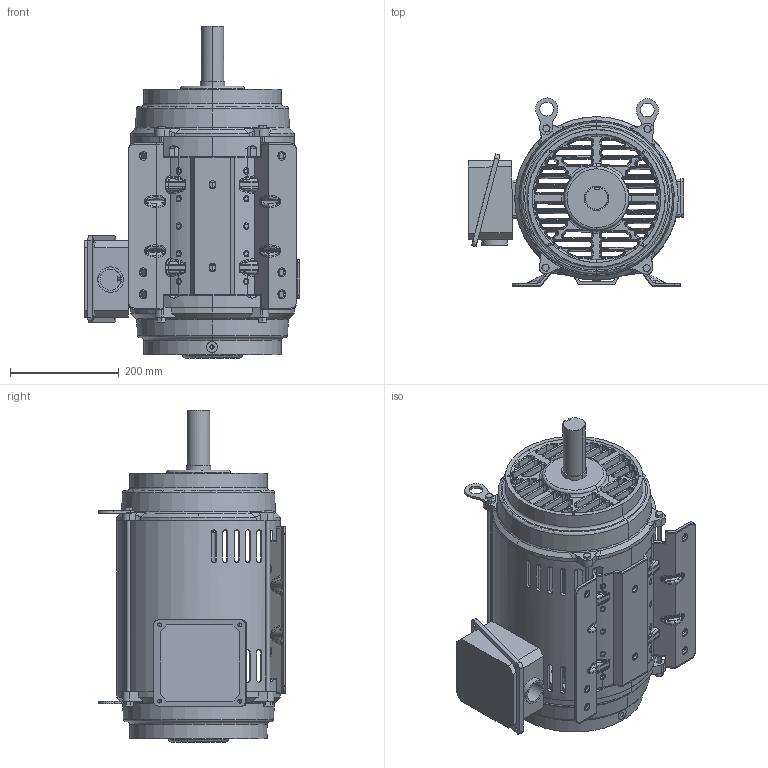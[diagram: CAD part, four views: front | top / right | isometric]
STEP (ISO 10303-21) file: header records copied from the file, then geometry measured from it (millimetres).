
FILE_DESCRIPTION (( 'STEP AP214' ), '1' );
FILE_NAME ('SS620685-256T_RevA R1 Good Coord.STEP', '2021-04-05T17:16:10', ( '' ), ( '' ), 'SwSTEP 2.0', 'SolidWorks 2017', '' );
FILE_SCHEMA (( 'AUTOMOTIVE_DESIGN' ));
Length unit declared in the file: inch
Products named in the file (1): SS620685-256T_RevA R1 Good Coord
Bounding box: 395.64 x 344.85 x 609.52 mm (x, y, z)
Volume: 9017323.5 mm3; surface area: 1973591 mm2
Topology: 19 solids, 19 shells, 3000 faces, 7815 edges, 4784 vertices
Faces by surface type: cylinder 902, plane 711, cone 582, torus 470, bspline 303, sphere 32
Entity records: 134649 total; most frequent: CARTESIAN_POINT 63640, ORIENTED_EDGE 15630, DIRECTION 14079, EDGE_CURVE 7815, AXIS2_PLACEMENT_3D 5652, VERTEX_POINT 4784, EDGE_LOOP 3267, FACE_OUTER_BOUND 3000
